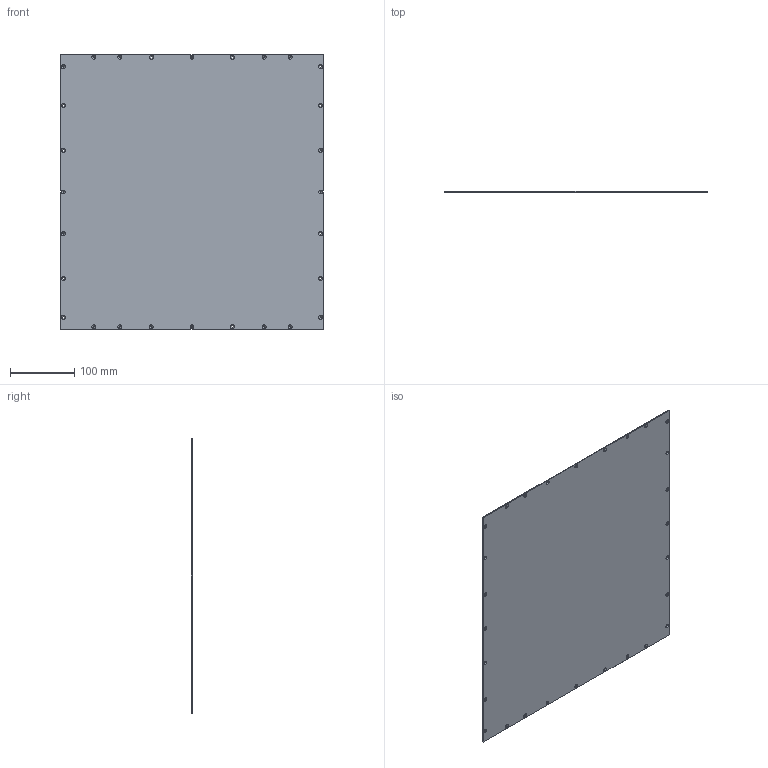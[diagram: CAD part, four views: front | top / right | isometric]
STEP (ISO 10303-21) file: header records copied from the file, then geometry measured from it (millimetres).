
FILE_DESCRIPTION((''),'2;1');
FILE_NAME('ROACH_2_LID','2012-04-10T',('Admin'),(''),'PRO/ENGINEER BY PARAMETRIC TECHNOLOGY CORPORATION, 2010180','PRO/ENGINEER BY PARAMETRIC TECHNOLOGY CORPORATION, 2010180','');
FILE_SCHEMA(('CONFIG_CONTROL_DESIGN'));
Length unit declared in the file: millimetre
Products named in the file (1): ROACH_2_LID
Bounding box: 408.99 x 1.57 x 427.79 mm (x, y, z)
Volume: 274641.3 mm3; surface area: 352425.8 mm2
Topology: 1 solids, 1 shells, 62 faces, 180 edges, 120 vertices
Faces by surface type: cone 56, plane 6
Entity records: 2586 total; most frequent: CARTESIAN_POINT 850, ORIENTED_EDGE 360, DIRECTION 304, EDGE_CURVE 180, VERTEX_POINT 120, AXIS2_PLACEMENT_3D 118, EDGE_LOOP 118, VECTOR 68
